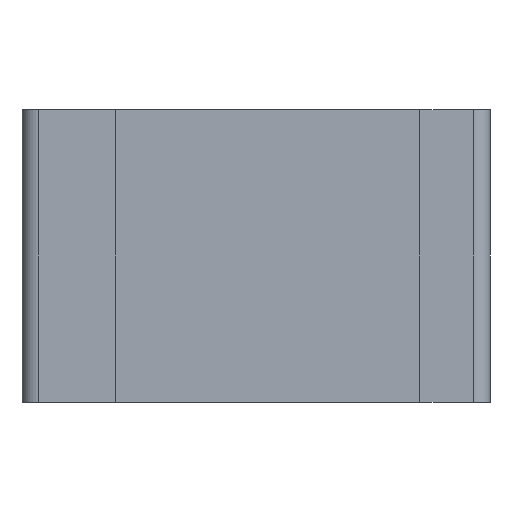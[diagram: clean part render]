
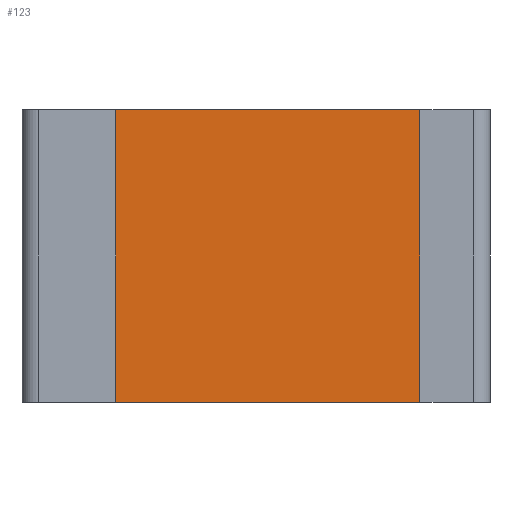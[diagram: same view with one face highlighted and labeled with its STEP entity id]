
A CAD part, front view. The second image highlights one B-rep face of the part: STEP entity #123.
In plain terms, the highlighted planar face has unit normal (0, -1, 0).
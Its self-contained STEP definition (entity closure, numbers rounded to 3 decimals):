
#22 = LINE ( 'NONE', #418, #124 ) ;
#33 = DIRECTION ( 'NONE',  ( 0., -1., 0. ) ) ;
#76 = ORIENTED_EDGE ( 'NONE', *, *, #939, .F. ) ;
#93 = CARTESIAN_POINT ( 'NONE',  ( -0.6, 0., -2.617 ) ) ;
#123 = ADVANCED_FACE ( 'NONE', ( #1381 ), #824, .T. ) ;
#124 = VECTOR ( 'NONE', #1364, 1000. ) ;
#225 = DIRECTION ( 'NONE',  ( 0., 0., 1. ) ) ;
#290 = CARTESIAN_POINT ( 'NONE',  ( 0.7, 0., -0.625 ) ) ;
#324 = VECTOR ( 'NONE', #849, 1000. ) ;
#418 = CARTESIAN_POINT ( 'NONE',  ( 0.7, 0., 0.625 ) ) ;
#421 = LINE ( 'NONE', #1077, #878 ) ;
#445 = EDGE_CURVE ( 'NONE', #1504, #1598, #22, .T. ) ;
#449 = VERTEX_POINT ( 'NONE', #290 ) ;
#564 = CARTESIAN_POINT ( 'NONE',  ( -0.6, 0., -0.625 ) ) ;
#659 = ORIENTED_EDGE ( 'NONE', *, *, #1495, .T. ) ;
#665 = LINE ( 'NONE', #1107, #324 ) ;
#705 = CARTESIAN_POINT ( 'NONE',  ( 0.7, 0., -2.617 ) ) ;
#744 = CARTESIAN_POINT ( 'NONE',  ( 0.7, 0., 0.625 ) ) ;
#818 = ORIENTED_EDGE ( 'NONE', *, *, #1090, .T. ) ;
#821 = DIRECTION ( 'NONE',  ( 1., 0., 0. ) ) ;
#824 = PLANE ( 'NONE',  #1435 ) ;
#849 = DIRECTION ( 'NONE',  ( 0., 0., 1. ) ) ;
#854 = ORIENTED_EDGE ( 'NONE', *, *, #445, .F. ) ;
#878 = VECTOR ( 'NONE', #821, 1000. ) ;
#939 = EDGE_CURVE ( 'NONE', #1561, #1504, #1192, .T. ) ;
#947 = DIRECTION ( 'NONE',  ( 1., 0., 0. ) ) ;
#1011 = EDGE_LOOP ( 'NONE', ( #76, #659, #818, #854 ) ) ;
#1077 = CARTESIAN_POINT ( 'NONE',  ( 0.7, 0., -0.625 ) ) ;
#1090 = EDGE_CURVE ( 'NONE', #449, #1598, #665, .T. ) ;
#1107 = CARTESIAN_POINT ( 'NONE',  ( 0.7, 0., -2.617 ) ) ;
#1192 = LINE ( 'NONE', #93, #1231 ) ;
#1215 = CARTESIAN_POINT ( 'NONE',  ( -0.6, 0., 0.625 ) ) ;
#1231 = VECTOR ( 'NONE', #225, 1000. ) ;
#1364 = DIRECTION ( 'NONE',  ( 1., 0., 0. ) ) ;
#1381 = FACE_OUTER_BOUND ( 'NONE', #1011, .T. ) ;
#1435 = AXIS2_PLACEMENT_3D ( 'NONE', #705, #33, #947 ) ;
#1495 = EDGE_CURVE ( 'NONE', #1561, #449, #421, .T. ) ;
#1504 = VERTEX_POINT ( 'NONE', #1215 ) ;
#1561 = VERTEX_POINT ( 'NONE', #564 ) ;
#1598 = VERTEX_POINT ( 'NONE', #744 ) ;
